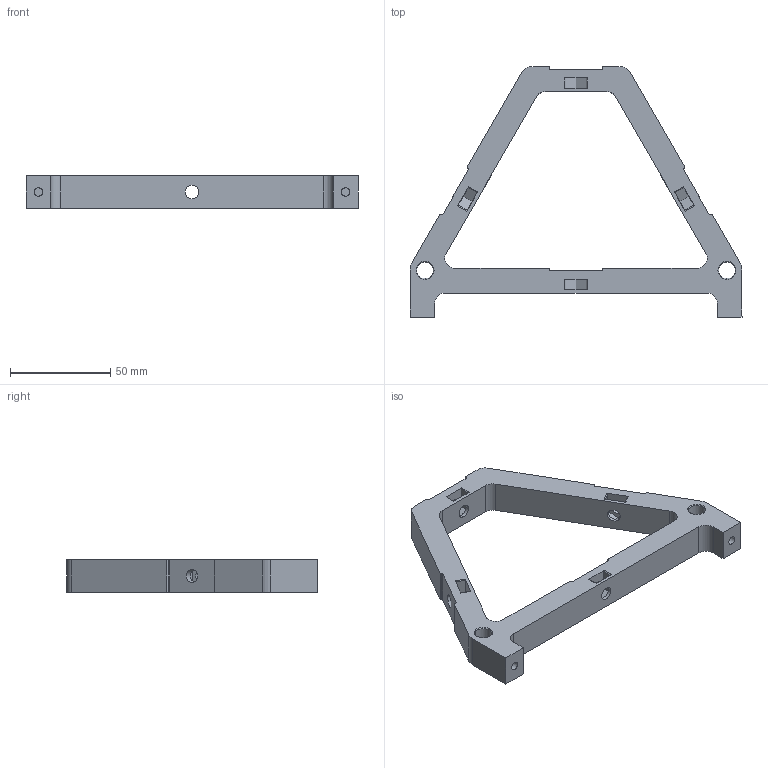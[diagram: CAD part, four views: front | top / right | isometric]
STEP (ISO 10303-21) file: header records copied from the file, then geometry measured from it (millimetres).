
FILE_DESCRIPTION(/* description */ (''),/* implementation_level */ '2;1');
FILE_NAME(/* name */ 'DIN rail test rack v14.step',/* time_stamp */ '2022-03-27T23:55:44+02:00',/* author */ (''),/* organization */ (''),/* preprocessor_version */ 'ST-DEVELOPER v18.1',/* originating_system */ 'Autodesk Translation Framework v10.13.0.1454',/* authorisation */ '');
FILE_SCHEMA (('AUTOMOTIVE_DESIGN { 1 0 10303 214 3 1 1 }'));
Length unit declared in the file: millimetre
Products named in the file (1): DIN rail test rack
Bounding box: 165.78 x 125 x 16 mm (x, y, z)
Volume: 82757.2 mm3; surface area: 27533.6 mm2
Topology: 1 solids, 1 shells, 106 faces, 292 edges, 194 vertices
Faces by surface type: plane 66, cylinder 38, cone 2
Full cylindrical faces by diameter (mm): 4.2 x2, 6.6 x8, 8.2 x2
Entity records: 3462 total; most frequent: CARTESIAN_POINT 593, ORIENTED_EDGE 584, DIRECTION 584, EDGE_CURVE 292, LINE 214, VECTOR 214, VERTEX_POINT 194, AXIS2_PLACEMENT_3D 185
